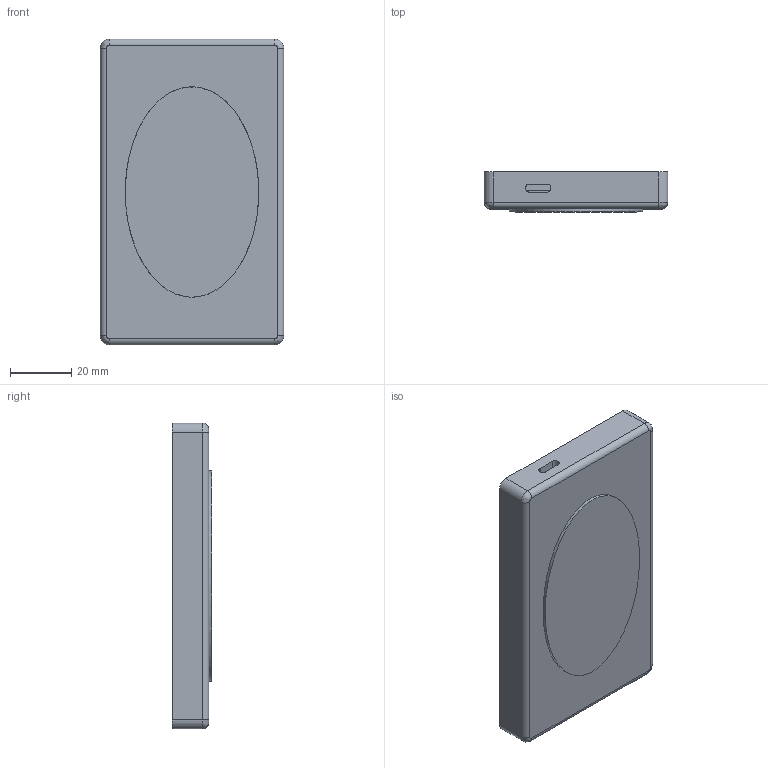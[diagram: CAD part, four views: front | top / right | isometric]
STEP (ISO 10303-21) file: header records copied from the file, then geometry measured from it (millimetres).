
FILE_DESCRIPTION(/* description */ (''),/* implementation_level */ '2;1');
FILE_NAME(/* name */ 'base v2.step',/* time_stamp */ '2025-11-21T23:16:26-08:00',/* author */ (''),/* organization */ (''),/* preprocessor_version */ 'ST-DEVELOPER v20.1',/* originating_system */ 'Autodesk Translation Framework v14.10.0.0',/* authorisation */ '');
FILE_SCHEMA (('AUTOMOTIVE_DESIGN { 1 0 10303 214 3 1 1 }'));
Length unit declared in the file: millimetre
Products named in the file (1): 2025-11-21-23-16-26-461
Bounding box: 60 x 13 x 100 mm (x, y, z)
Volume: 34786.1 mm3; surface area: 23309.3 mm2
Topology: 1 solids, 1 shells, 67 faces, 175 edges, 114 vertices
Faces by surface type: plane 38, cylinder 24, bspline 5
Entity records: 2125 total; most frequent: CARTESIAN_POINT 406, DIRECTION 355, ORIENTED_EDGE 350, EDGE_CURVE 175, LINE 121, VECTOR 121, AXIS2_PLACEMENT_3D 117, VERTEX_POINT 114
